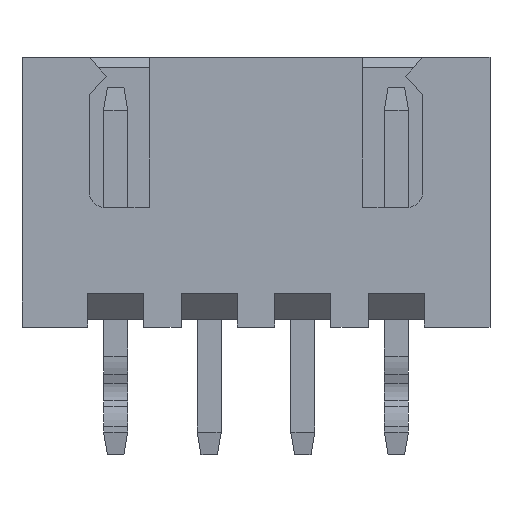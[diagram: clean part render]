
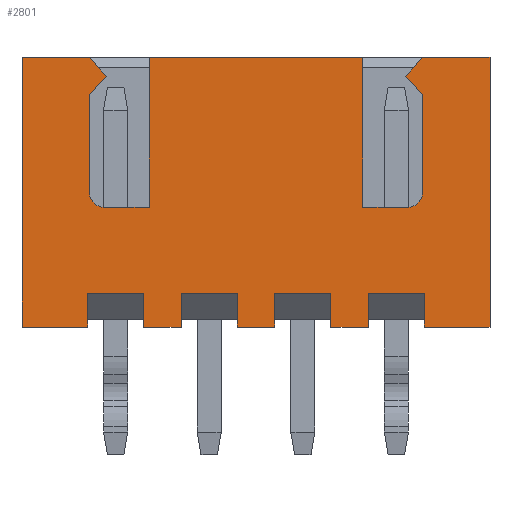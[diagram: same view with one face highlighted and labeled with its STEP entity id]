
A CAD part, top view. The second image highlights one B-rep face of the part: STEP entity #2801.
In plain terms, the highlighted planar face has unit normal (0, 0, 1).
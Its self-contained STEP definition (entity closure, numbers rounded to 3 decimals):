
#5=DIRECTION('',(1.,0.,0.));
#6=VECTOR('',#5,1.75);
#7=CARTESIAN_POINT('',(4.5,0.,2.85));
#8=LINE('',#7,#6);
#21=DIRECTION('',(1.,0.,0.));
#22=VECTOR('',#21,1.);
#23=CARTESIAN_POINT('',(2.,0.,2.85));
#24=LINE('',#23,#22);
#37=DIRECTION('',(1.,0.,0.));
#38=VECTOR('',#37,1.);
#39=CARTESIAN_POINT('',(-0.5,0.,2.85));
#40=LINE('',#39,#38);
#61=DIRECTION('',(1.,0.,0.));
#62=VECTOR('',#61,1.75);
#63=CARTESIAN_POINT('',(-6.25,0.,2.85));
#64=LINE('',#63,#62);
#69=DIRECTION('',(1.,0.,0.));
#70=VECTOR('',#69,1.);
#71=CARTESIAN_POINT('',(-3.,0.,2.85));
#72=LINE('',#71,#70);
#85=DIRECTION('',(0.,-1.,0.));
#86=VECTOR('',#85,0.9);
#87=CARTESIAN_POINT('',(4.5,0.9,2.85));
#88=LINE('',#87,#86);
#409=CARTESIAN_POINT('',(-4.05,3.6,2.85));
#410=DIRECTION('',(0.,0.,-1.));
#411=DIRECTION('',(0.,-1.,0.));
#412=AXIS2_PLACEMENT_3D('',#409,#410,#411);
#419=DIRECTION('',(0.,-1.,0.));
#420=VECTOR('',#419,2.6);
#421=CARTESIAN_POINT('',(-4.45,6.2,2.85));
#422=LINE('',#421,#420);
#423=DIRECTION('',(1.,0.,0.));
#424=VECTOR('',#423,1.2);
#425=CARTESIAN_POINT('',(-4.05,3.2,2.85));
#426=LINE('',#425,#424);
#427=DIRECTION('',(0.,-1.,0.));
#428=VECTOR('',#427,4.);
#429=CARTESIAN_POINT('',(-2.85,7.2,2.85));
#430=LINE('',#429,#428);
#431=DIRECTION('',(0.,-1.,0.));
#432=VECTOR('',#431,4.);
#433=CARTESIAN_POINT('',(2.85,7.2,2.85));
#434=LINE('',#433,#432);
#435=DIRECTION('',(1.,0.,0.));
#436=VECTOR('',#435,1.2);
#437=CARTESIAN_POINT('',(2.85,3.2,2.85));
#438=LINE('',#437,#436);
#439=DIRECTION('',(0.,-1.,0.));
#440=VECTOR('',#439,2.6);
#441=CARTESIAN_POINT('',(4.45,6.2,2.85));
#442=LINE('',#441,#440);
#443=DIRECTION('',(-0.669,0.743,0.));
#444=VECTOR('',#443,0.673);
#445=CARTESIAN_POINT('',(4.45,6.2,2.85));
#446=LINE('',#445,#444);
#447=DIRECTION('',(0.669,0.743,0.));
#448=VECTOR('',#447,0.673);
#449=CARTESIAN_POINT('',(4.,6.7,2.85));
#450=LINE('',#449,#448);
#451=DIRECTION('',(1.,0.,0.));
#452=VECTOR('',#451,1.5);
#453=CARTESIAN_POINT('',(3.,0.9,2.85));
#454=LINE('',#453,#452);
#455=DIRECTION('',(1.,0.,0.));
#456=VECTOR('',#455,1.5);
#457=CARTESIAN_POINT('',(0.5,0.9,2.85));
#458=LINE('',#457,#456);
#459=DIRECTION('',(1.,0.,0.));
#460=VECTOR('',#459,1.5);
#461=CARTESIAN_POINT('',(-2.,0.9,2.85));
#462=LINE('',#461,#460);
#463=DIRECTION('',(1.,0.,0.));
#464=VECTOR('',#463,1.5);
#465=CARTESIAN_POINT('',(-4.5,0.9,2.85));
#466=LINE('',#465,#464);
#467=DIRECTION('',(0.,1.,0.));
#468=VECTOR('',#467,7.2);
#469=CARTESIAN_POINT('',(-6.25,0.,2.85));
#470=LINE('',#469,#468);
#471=DIRECTION('',(0.669,-0.743,0.));
#472=VECTOR('',#471,0.673);
#473=CARTESIAN_POINT('',(-4.45,7.2,2.85));
#474=LINE('',#473,#472);
#475=DIRECTION('',(-0.669,-0.743,0.));
#476=VECTOR('',#475,0.673);
#477=CARTESIAN_POINT('',(-4.,6.7,2.85));
#478=LINE('',#477,#476);
#495=DIRECTION('',(1.,0.,0.));
#496=VECTOR('',#495,5.7);
#497=CARTESIAN_POINT('',(-2.85,7.2,2.85));
#498=LINE('',#497,#496);
#523=DIRECTION('',(1.,0.,0.));
#524=VECTOR('',#523,1.8);
#525=CARTESIAN_POINT('',(-6.25,7.2,2.85));
#526=LINE('',#525,#524);
#539=DIRECTION('',(1.,0.,0.));
#540=VECTOR('',#539,1.8);
#541=CARTESIAN_POINT('',(4.45,7.2,2.85));
#542=LINE('',#541,#540);
#669=DIRECTION('',(0.,1.,0.));
#670=VECTOR('',#669,7.2);
#671=CARTESIAN_POINT('',(6.25,0.,2.85));
#672=LINE('',#671,#670);
#705=DIRECTION('',(0.,-1.,0.));
#706=VECTOR('',#705,0.9);
#707=CARTESIAN_POINT('',(-3.,0.9,2.85));
#708=LINE('',#707,#706);
#1029=DIRECTION('',(0.,1.,0.));
#1030=VECTOR('',#1029,0.9);
#1031=CARTESIAN_POINT('',(-4.5,0.,2.85));
#1032=LINE('',#1031,#1030);
#1041=DIRECTION('',(0.,1.,0.));
#1042=VECTOR('',#1041,0.9);
#1043=CARTESIAN_POINT('',(-2.,0.,2.85));
#1044=LINE('',#1043,#1042);
#1065=DIRECTION('',(0.,-1.,0.));
#1066=VECTOR('',#1065,0.9);
#1067=CARTESIAN_POINT('',(-0.5,0.9,2.85));
#1068=LINE('',#1067,#1066);
#1233=DIRECTION('',(0.,1.,0.));
#1234=VECTOR('',#1233,0.9);
#1235=CARTESIAN_POINT('',(0.5,0.,2.85));
#1236=LINE('',#1235,#1234);
#1257=DIRECTION('',(0.,-1.,0.));
#1258=VECTOR('',#1257,0.9);
#1259=CARTESIAN_POINT('',(2.,0.9,2.85));
#1260=LINE('',#1259,#1258);
#1425=DIRECTION('',(0.,1.,0.));
#1426=VECTOR('',#1425,0.9);
#1427=CARTESIAN_POINT('',(3.,0.,2.85));
#1428=LINE('',#1427,#1426);
#1515=CARTESIAN_POINT('',(4.05,3.6,2.85));
#1516=DIRECTION('',(0.,0.,-1.));
#1517=DIRECTION('',(1.,0.,0.));
#1518=AXIS2_PLACEMENT_3D('',#1515,#1516,#1517);
#1726=CARTESIAN_POINT('',(-6.25,0.,2.85));
#1728=VERTEX_POINT('',#1726);
#1729=CARTESIAN_POINT('',(6.25,0.,2.85));
#1731=VERTEX_POINT('',#1729);
#1737=CARTESIAN_POINT('',(-6.25,7.2,2.85));
#1738=VERTEX_POINT('',#1737);
#1739=CARTESIAN_POINT('',(6.25,7.2,2.85));
#1740=VERTEX_POINT('',#1739);
#1749=CARTESIAN_POINT('',(2.85,7.2,2.85));
#1751=VERTEX_POINT('',#1749);
#1753=CARTESIAN_POINT('',(-2.85,7.2,2.85));
#1755=VERTEX_POINT('',#1753);
#1757=CARTESIAN_POINT('',(2.85,3.2,2.85));
#1758=VERTEX_POINT('',#1757);
#1759=CARTESIAN_POINT('',(-2.85,3.2,2.85));
#1760=VERTEX_POINT('',#1759);
#1769=CARTESIAN_POINT('',(-4.45,7.2,2.85));
#1770=VERTEX_POINT('',#1769);
#1771=CARTESIAN_POINT('',(4.45,7.2,2.85));
#1772=VERTEX_POINT('',#1771);
#1789=CARTESIAN_POINT('',(3.,0.,2.85));
#1791=VERTEX_POINT('',#1789);
#1793=CARTESIAN_POINT('',(4.5,0.,2.85));
#1795=VERTEX_POINT('',#1793);
#1845=CARTESIAN_POINT('',(4.45,6.2,2.85));
#1846=CARTESIAN_POINT('',(4.,6.7,2.85));
#1847=VERTEX_POINT('',#1845);
#1848=VERTEX_POINT('',#1846);
#1849=CARTESIAN_POINT('',(-4.,6.7,2.85));
#1850=VERTEX_POINT('',#1849);
#1851=CARTESIAN_POINT('',(-4.45,6.2,2.85));
#1852=VERTEX_POINT('',#1851);
#1877=CARTESIAN_POINT('',(3.,0.9,2.85));
#1878=CARTESIAN_POINT('',(4.5,0.9,2.85));
#1879=VERTEX_POINT('',#1877);
#1880=VERTEX_POINT('',#1878);
#1922=CARTESIAN_POINT('',(0.5,0.9,2.85));
#1924=VERTEX_POINT('',#1922);
#1925=CARTESIAN_POINT('',(2.,0.9,2.85));
#1927=VERTEX_POINT('',#1925);
#1970=CARTESIAN_POINT('',(-2.,0.9,2.85));
#1972=VERTEX_POINT('',#1970);
#1973=CARTESIAN_POINT('',(-0.5,0.9,2.85));
#1975=VERTEX_POINT('',#1973);
#1977=CARTESIAN_POINT('',(0.5,0.,2.85));
#1979=VERTEX_POINT('',#1977);
#1981=CARTESIAN_POINT('',(2.,0.,2.85));
#1983=VERTEX_POINT('',#1981);
#2001=CARTESIAN_POINT('',(-2.,0.,2.85));
#2003=VERTEX_POINT('',#2001);
#2005=CARTESIAN_POINT('',(-0.5,0.,2.85));
#2007=VERTEX_POINT('',#2005);
#2066=CARTESIAN_POINT('',(-4.5,0.9,2.85));
#2068=VERTEX_POINT('',#2066);
#2069=CARTESIAN_POINT('',(-3.,0.9,2.85));
#2071=VERTEX_POINT('',#2069);
#2073=CARTESIAN_POINT('',(-4.5,0.,2.85));
#2075=VERTEX_POINT('',#2073);
#2077=CARTESIAN_POINT('',(-3.,0.,2.85));
#2079=VERTEX_POINT('',#2077);
#2249=CARTESIAN_POINT('',(4.45,3.6,2.85));
#2251=VERTEX_POINT('',#2249);
#2253=CARTESIAN_POINT('',(4.05,3.2,2.85));
#2255=VERTEX_POINT('',#2253);
#2257=CARTESIAN_POINT('',(-4.05,3.2,2.85));
#2259=VERTEX_POINT('',#2257);
#2261=CARTESIAN_POINT('',(-4.45,3.6,2.85));
#2263=VERTEX_POINT('',#2261);
#2735=CARTESIAN_POINT('',(-6.25,0.,2.85));
#2736=DIRECTION('',(0.,0.,1.));
#2737=DIRECTION('',(1.,0.,0.));
#2738=AXIS2_PLACEMENT_3D('',#2735,#2736,#2737);
#2739=PLANE('',#2738);
#2741=ORIENTED_EDGE('',*,*,#2740,.T.);
#2742=ORIENTED_EDGE('',*,*,#2727,.F.);
#2743=ORIENTED_EDGE('',*,*,#2716,.T.);
#2745=ORIENTED_EDGE('',*,*,#2744,.F.);
#2747=ORIENTED_EDGE('',*,*,#2746,.T.);
#2749=ORIENTED_EDGE('',*,*,#2748,.T.);
#2751=ORIENTED_EDGE('',*,*,#2750,.T.);
#2753=ORIENTED_EDGE('',*,*,#2752,.F.);
#2755=ORIENTED_EDGE('',*,*,#2754,.F.);
#2757=ORIENTED_EDGE('',*,*,#2756,.T.);
#2759=ORIENTED_EDGE('',*,*,#2758,.T.);
#2761=ORIENTED_EDGE('',*,*,#2760,.T.);
#2763=ORIENTED_EDGE('',*,*,#2762,.F.);
#2764=ORIENTED_EDGE('',*,*,#2272,.F.);
#2765=ORIENTED_EDGE('',*,*,#2354,.F.);
#2767=ORIENTED_EDGE('',*,*,#2766,.F.);
#2769=ORIENTED_EDGE('',*,*,#2768,.F.);
#2770=ORIENTED_EDGE('',*,*,#2288,.F.);
#2772=ORIENTED_EDGE('',*,*,#2771,.F.);
#2774=ORIENTED_EDGE('',*,*,#2773,.F.);
#2776=ORIENTED_EDGE('',*,*,#2775,.F.);
#2777=ORIENTED_EDGE('',*,*,#2304,.F.);
#2779=ORIENTED_EDGE('',*,*,#2778,.F.);
#2781=ORIENTED_EDGE('',*,*,#2780,.F.);
#2783=ORIENTED_EDGE('',*,*,#2782,.F.);
#2784=ORIENTED_EDGE('',*,*,#2336,.F.);
#2786=ORIENTED_EDGE('',*,*,#2785,.F.);
#2788=ORIENTED_EDGE('',*,*,#2787,.F.);
#2790=ORIENTED_EDGE('',*,*,#2789,.F.);
#2791=ORIENTED_EDGE('',*,*,#2324,.F.);
#2792=ORIENTED_EDGE('',*,*,#2634,.T.);
#2794=ORIENTED_EDGE('',*,*,#2793,.T.);
#2796=ORIENTED_EDGE('',*,*,#2795,.T.);
#2798=ORIENTED_EDGE('',*,*,#2797,.T.);
#2799=EDGE_LOOP('',(#2741,#2742,#2743,#2745,#2747,#2749,#2751,#2753,#2755,#2757,
#2759,#2761,#2763,#2764,#2765,#2767,#2769,#2770,#2772,#2774,#2776,#2777,#2779,
#2781,#2783,#2784,#2786,#2788,#2790,#2791,#2792,#2794,#2796,#2798));
#2800=FACE_OUTER_BOUND('',#2799,.F.);
#413=CIRCLE('',#412,0.4);
#1519=CIRCLE('',#1518,0.4);
#2272=EDGE_CURVE('',#1795,#1731,#8,.T.);
#2288=EDGE_CURVE('',#1983,#1791,#24,.T.);
#2304=EDGE_CURVE('',#2007,#1979,#40,.T.);
#2324=EDGE_CURVE('',#1728,#2075,#64,.T.);
#2336=EDGE_CURVE('',#2079,#2003,#72,.T.);
#2354=EDGE_CURVE('',#1880,#1795,#88,.T.);
#2634=EDGE_CURVE('',#1728,#1738,#470,.T.);
#2716=EDGE_CURVE('',#2259,#1760,#426,.T.);
#2727=EDGE_CURVE('',#2259,#2263,#413,.T.);
#2740=EDGE_CURVE('',#1852,#2263,#422,.T.);
#2744=EDGE_CURVE('',#1755,#1760,#430,.T.);
#2746=EDGE_CURVE('',#1755,#1751,#498,.T.);
#2748=EDGE_CURVE('',#1751,#1758,#434,.T.);
#2750=EDGE_CURVE('',#1758,#2255,#438,.T.);
#2752=EDGE_CURVE('',#2251,#2255,#1519,.T.);
#2754=EDGE_CURVE('',#1847,#2251,#442,.T.);
#2756=EDGE_CURVE('',#1847,#1848,#446,.T.);
#2758=EDGE_CURVE('',#1848,#1772,#450,.T.);
#2760=EDGE_CURVE('',#1772,#1740,#542,.T.);
#2762=EDGE_CURVE('',#1731,#1740,#672,.T.);
#2766=EDGE_CURVE('',#1879,#1880,#454,.T.);
#2768=EDGE_CURVE('',#1791,#1879,#1428,.T.);
#2771=EDGE_CURVE('',#1927,#1983,#1260,.T.);
#2773=EDGE_CURVE('',#1924,#1927,#458,.T.);
#2775=EDGE_CURVE('',#1979,#1924,#1236,.T.);
#2778=EDGE_CURVE('',#1975,#2007,#1068,.T.);
#2780=EDGE_CURVE('',#1972,#1975,#462,.T.);
#2782=EDGE_CURVE('',#2003,#1972,#1044,.T.);
#2785=EDGE_CURVE('',#2071,#2079,#708,.T.);
#2787=EDGE_CURVE('',#2068,#2071,#466,.T.);
#2789=EDGE_CURVE('',#2075,#2068,#1032,.T.);
#2793=EDGE_CURVE('',#1738,#1770,#526,.T.);
#2795=EDGE_CURVE('',#1770,#1850,#474,.T.);
#2797=EDGE_CURVE('',#1850,#1852,#478,.T.);
#2801=ADVANCED_FACE('',(#2800),#2739,.T.);
